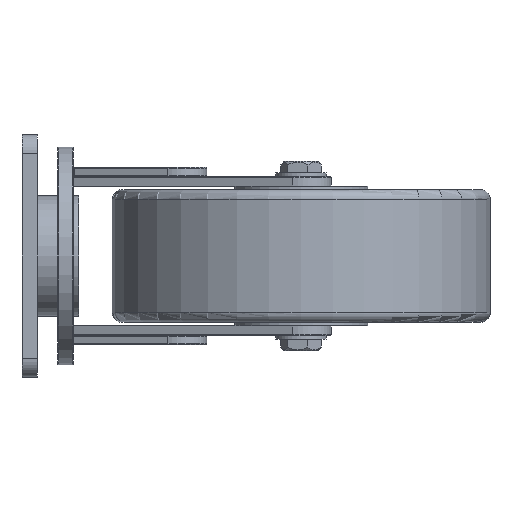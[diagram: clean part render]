
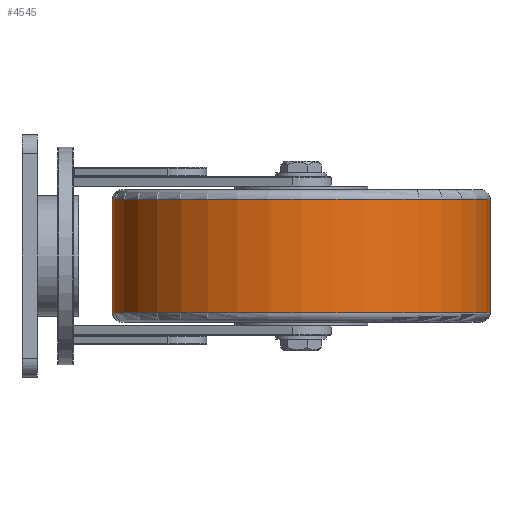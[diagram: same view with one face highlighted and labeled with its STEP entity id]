
A CAD part, left-side view. The second image highlights one B-rep face of the part: STEP entity #4545.
In plain terms, the highlighted cylindrical face has radius 100 mm (diameter 200 mm), a partial arc.
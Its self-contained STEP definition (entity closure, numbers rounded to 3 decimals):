
#159=CYLINDRICAL_SURFACE('',#4938,100.);
#374=LINE('',#7548,#629);
#375=LINE('',#7554,#630);
#629=VECTOR('',#5798,60.);
#630=VECTOR('',#5803,60.);
#845=FACE_OUTER_BOUND('',#1159,.T.);
#1159=EDGE_LOOP('',(#3150,#3151,#3152,#3153,#3154,#3155));
#1550=CIRCLE('',#4939,100.);
#1551=CIRCLE('',#4940,100.);
#1552=CIRCLE('',#4941,100.);
#1553=CIRCLE('',#4942,100.);
#2008=VERTEX_POINT('',#7546);
#2009=VERTEX_POINT('',#7547);
#2010=VERTEX_POINT('',#7549);
#2011=VERTEX_POINT('',#7551);
#2012=VERTEX_POINT('',#7553);
#2013=VERTEX_POINT('',#7555);
#2437=EDGE_CURVE('',#2008,#2009,#374,.F.);
#2438=EDGE_CURVE('',#2008,#2010,#1550,.F.);
#2439=EDGE_CURVE('',#2010,#2011,#1551,.F.);
#2440=EDGE_CURVE('',#2012,#2011,#375,.T.);
#2441=EDGE_CURVE('',#2012,#2013,#1552,.T.);
#2442=EDGE_CURVE('',#2013,#2009,#1553,.T.);
#3150=ORIENTED_EDGE('',*,*,#2437,.F.);
#3151=ORIENTED_EDGE('',*,*,#2438,.T.);
#3152=ORIENTED_EDGE('',*,*,#2439,.T.);
#3153=ORIENTED_EDGE('',*,*,#2440,.F.);
#3154=ORIENTED_EDGE('',*,*,#2441,.T.);
#3155=ORIENTED_EDGE('',*,*,#2442,.T.);
#4545=ADVANCED_FACE('',(#845),#159,.T.);
#4938=AXIS2_PLACEMENT_3D('',#7545,#5796,#5797);
#4939=AXIS2_PLACEMENT_3D('',#7550,#5799,#5800);
#4940=AXIS2_PLACEMENT_3D('',#7552,#5801,#5802);
#4941=AXIS2_PLACEMENT_3D('',#7556,#5804,#5805);
#4942=AXIS2_PLACEMENT_3D('',#7557,#5806,#5807);
#5796=DIRECTION('center_axis',(0.,0.,1.));
#5797=DIRECTION('ref_axis',(0.,1.,0.));
#5798=DIRECTION('',(0.,0.,1.));
#5799=DIRECTION('center_axis',(0.,0.,1.));
#5800=DIRECTION('ref_axis',(1.,0.,0.));
#5801=DIRECTION('center_axis',(0.,0.,1.));
#5802=DIRECTION('ref_axis',(1.,0.,0.));
#5803=DIRECTION('',(0.,0.,1.));
#5804=DIRECTION('center_axis',(0.,0.,1.));
#5805=DIRECTION('ref_axis',(1.,0.,0.));
#5806=DIRECTION('center_axis',(0.,0.,1.));
#5807=DIRECTION('ref_axis',(1.,0.,0.));
#7545=CARTESIAN_POINT('Origin',(0.,0.,-35.));
#7546=CARTESIAN_POINT('',(-5.273,-99.861,30.));
#7547=CARTESIAN_POINT('',(-5.273,-99.861,-30.));
#7548=CARTESIAN_POINT('',(-5.273,-99.861,-30.));
#7549=CARTESIAN_POINT('',(-100.,0.,30.));
#7550=CARTESIAN_POINT('Origin',(0.,0.,30.));
#7551=CARTESIAN_POINT('',(5.273,-99.861,30.));
#7552=CARTESIAN_POINT('Origin',(0.,0.,30.));
#7553=CARTESIAN_POINT('',(5.273,-99.861,-30.));
#7554=CARTESIAN_POINT('',(5.273,-99.861,-30.));
#7555=CARTESIAN_POINT('',(-100.,0.,-30.));
#7556=CARTESIAN_POINT('Origin',(0.,0.,-30.));
#7557=CARTESIAN_POINT('Origin',(0.,0.,-30.));
